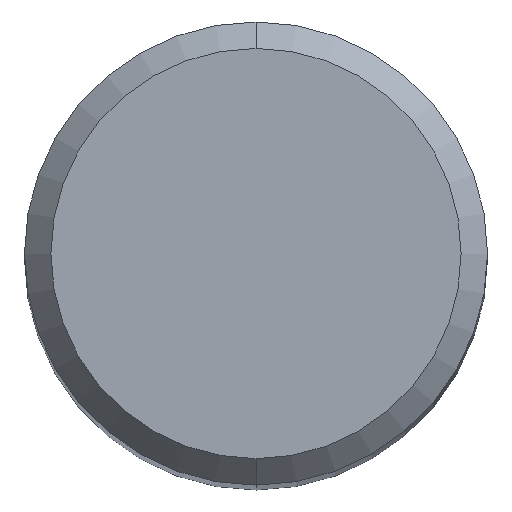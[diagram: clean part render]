
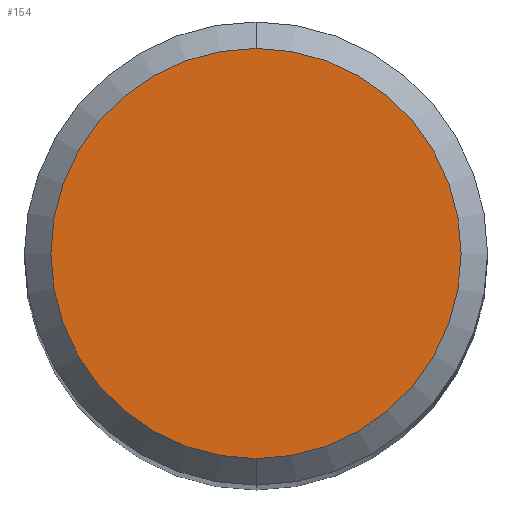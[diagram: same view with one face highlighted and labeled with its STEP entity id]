
A CAD part, top view. The second image highlights one B-rep face of the part: STEP entity #154.
In plain terms, the highlighted planar face has unit normal (0, 0, 1).
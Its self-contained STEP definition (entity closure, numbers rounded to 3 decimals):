
#134=EDGE_CURVE('',#168,#170,#341,.T.);
#144=EDGE_CURVE('',#170,#168,#352,.T.);
#154=ADVANCED_FACE('',(#365),#366,.T.);
#168=VERTEX_POINT('',#381);
#170=VERTEX_POINT('',#383);
#341=CIRCLE('',#567,3.1);
#352=CIRCLE('',#584,3.1);
#365=FACE_OUTER_BOUND('',#599,.T.);
#366=PLANE('',#600);
#381=CARTESIAN_POINT('',(0.0,3.1,41.4));
#383=CARTESIAN_POINT('',(0.,-3.1,41.4));
#567=AXIS2_PLACEMENT_3D('',#840,#841,#842);
#584=AXIS2_PLACEMENT_3D('',#856,#857,#858);
#599=EDGE_LOOP('',(#877,#878));
#600=AXIS2_PLACEMENT_3D('',#879,#880,#881);
#840=CARTESIAN_POINT('',(0.0,0.0,41.4));
#841=DIRECTION('',(0.0,0.0,-1.0));
#842=DIRECTION('',(0.0,1.0,0.0));
#856=CARTESIAN_POINT('',(0.0,0.0,41.4));
#857=DIRECTION('',(0.0,0.0,-1.0));
#858=DIRECTION('',(0.0,1.0,0.0));
#877=ORIENTED_EDGE('',*,*,#134,.F.);
#878=ORIENTED_EDGE('',*,*,#144,.F.);
#879=CARTESIAN_POINT('',(0.0,1.55,41.4));
#880=DIRECTION('',(-0.0,0.0,1.0));
#881=DIRECTION('',(0.0,-1.0,0.0));
